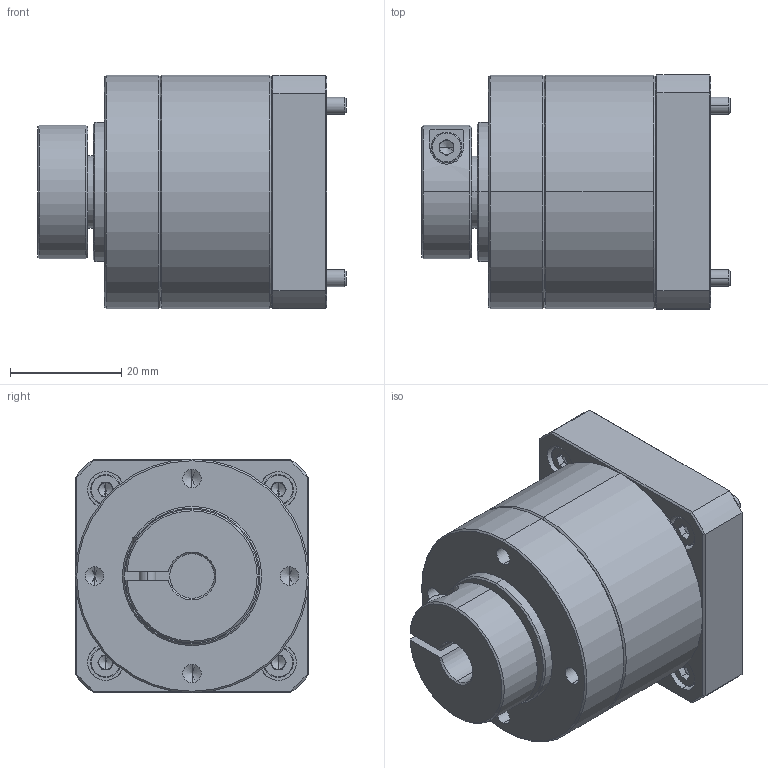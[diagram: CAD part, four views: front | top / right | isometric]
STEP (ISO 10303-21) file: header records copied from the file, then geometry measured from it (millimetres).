
FILE_DESCRIPTION (( 'STEP AP214' ), '1' );
FILE_NAME ('HSHG17M010MHH17X8_39.STEP', '2020-07-27T13:22:07', ( '' ), ( '' ), 'SwSTEP 2.0', 'SolidWorks 2018', '' );
FILE_SCHEMA (( 'AUTOMOTIVE_DESIGN' ));
Length unit declared in the file: millimetre
Products named in the file (2): HSHG17M010MHH17X8_39
Bounding box: 55.5 x 42 x 42 mm (x, y, z)
Volume: 61164.7 mm3; surface area: 14466.7 mm2
Topology: 7 solids, 7 shells, 310 faces, 694 edges, 405 vertices
Faces by surface type: plane 132, cylinder 85, cone 73, torus 20
Entity records: 12172 total; most frequent: CARTESIAN_POINT 1678, DIRECTION 1573, ORIENTED_EDGE 1352, EDGE_CURVE 676, AXIS2_PLACEMENT_3D 616, VERTEX_POINT 405, EDGE_LOOP 349, LINE 341
